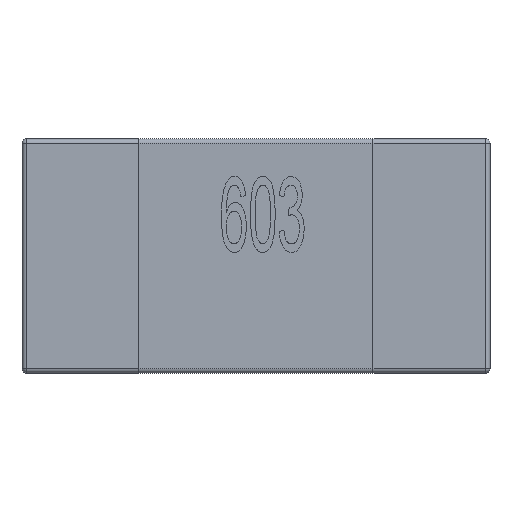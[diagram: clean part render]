
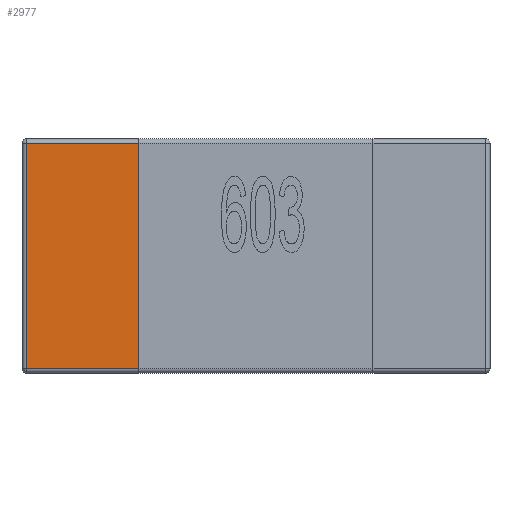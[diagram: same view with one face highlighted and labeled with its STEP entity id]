
A CAD part, top view. The second image highlights one B-rep face of the part: STEP entity #2977.
In plain terms, the highlighted planar face has unit normal (0, 0, 1).
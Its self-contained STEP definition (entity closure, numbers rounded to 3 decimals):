
#59 = PLANE('',#60);
#60 = AXIS2_PLACEMENT_3D('',#61,#62,#63);
#61 = CARTESIAN_POINT('',(-0.8,-0.4,0.3));
#62 = DIRECTION('',(0.,0.,1.));
#63 = DIRECTION('',(0.,-1.,0.));
#1647 = EDGE_CURVE('',#1648,#1650,#1652,.T.);
#1648 = VERTEX_POINT('',#1649);
#1649 = CARTESIAN_POINT('',(-0.4,-0.385,0.3));
#1650 = VERTEX_POINT('',#1651);
#1651 = CARTESIAN_POINT('',(-0.4,0.385,0.3));
#1652 = SURFACE_CURVE('',#1653,(#1657,#1664),.PCURVE_S1.);
#1653 = LINE('',#1654,#1655);
#1654 = CARTESIAN_POINT('',(-0.4,-0.4,0.3));
#1655 = VECTOR('',#1656,1.);
#1656 = DIRECTION('',(0.,1.,0.));
#1657 = PCURVE('',#59,#1658);
#1658 = DEFINITIONAL_REPRESENTATION('',(#1659),#1663);
#1659 = LINE('',#1660,#1661);
#1660 = CARTESIAN_POINT('',(0.,0.4));
#1661 = VECTOR('',#1662,1.);
#1662 = DIRECTION('',(-1.,0.));
#1663 = ( GEOMETRIC_REPRESENTATION_CONTEXT(2) 
PARAMETRIC_REPRESENTATION_CONTEXT() REPRESENTATION_CONTEXT('2D SPACE',''
  ) );
#1664 = PCURVE('',#1665,#1670);
#1665 = PLANE('',#1666);
#1666 = AXIS2_PLACEMENT_3D('',#1667,#1668,#1669);
#1667 = CARTESIAN_POINT('',(-0.8,-0.4,0.3));
#1668 = DIRECTION('',(0.,0.,1.));
#1669 = DIRECTION('',(0.,-1.,0.));
#1670 = DEFINITIONAL_REPRESENTATION('',(#1671),#1675);
#1671 = LINE('',#1672,#1673);
#1672 = CARTESIAN_POINT('',(0.,0.4));
#1673 = VECTOR('',#1674,1.);
#1674 = DIRECTION('',(-1.,0.));
#1675 = ( GEOMETRIC_REPRESENTATION_CONTEXT(2) 
PARAMETRIC_REPRESENTATION_CONTEXT() REPRESENTATION_CONTEXT('2D SPACE',''
  ) );
#2665 = CYLINDRICAL_SURFACE('',#2666,0.015);
#2666 = AXIS2_PLACEMENT_3D('',#2667,#2668,#2669);
#2667 = CARTESIAN_POINT('',(-0.8,-0.385,0.285));
#2668 = DIRECTION('',(-1.,0.,0.));
#2669 = DIRECTION('',(0.,-1.,0.));
#2977 = ADVANCED_FACE('',(#2978),#1665,.T.);
#2978 = FACE_BOUND('',#2979,.T.);
#2979 = EDGE_LOOP('',(#2980,#3025,#3026,#3076));
#2980 = ORIENTED_EDGE('',*,*,#2981,.T.);
#2981 = EDGE_CURVE('',#2982,#1648,#2984,.T.);
#2982 = VERTEX_POINT('',#2983);
#2983 = CARTESIAN_POINT('',(-0.785,-0.385,0.3));
#2984 = SURFACE_CURVE('',#2985,(#2989,#2996),.PCURVE_S1.);
#2985 = LINE('',#2986,#2987);
#2986 = CARTESIAN_POINT('',(0.8,-0.385,0.3));
#2987 = VECTOR('',#2988,1.);
#2988 = DIRECTION('',(1.,0.,0.));
#2989 = PCURVE('',#1665,#2990);
#2990 = DEFINITIONAL_REPRESENTATION('',(#2991),#2995);
#2991 = LINE('',#2992,#2993);
#2992 = CARTESIAN_POINT('',(-0.015,1.6));
#2993 = VECTOR('',#2994,1.);
#2994 = DIRECTION('',(0.,1.));
#2995 = ( GEOMETRIC_REPRESENTATION_CONTEXT(2) 
PARAMETRIC_REPRESENTATION_CONTEXT() REPRESENTATION_CONTEXT('2D SPACE',''
  ) );
#2996 = PCURVE('',#2665,#2997);
#2997 = DEFINITIONAL_REPRESENTATION('',(#2998),#3024);
#2998 = B_SPLINE_CURVE_WITH_KNOTS('',3,(#2999,#3000,#3001,#3002,#3003,
    #3004,#3005,#3006,#3007,#3008,#3009,#3010,#3011,#3012,#3013,#3014,
    #3015,#3016,#3017,#3018,#3019,#3020,#3021,#3022,#3023),
  .UNSPECIFIED.,.F.,.F.,(4,1,1,1,1,1,1,1,1,1,1,1,1,1,1,1,1,1,1,1,1,1,4),
  (-1.585,-1.568,-1.55,-1.533,-1.515,-1.498,-1.48,-1.463,-1.445,
    -1.428,-1.41,-1.393,-1.375,-1.358,-1.34,-1.323,-1.305,-1.288,
    -1.27,-1.253,-1.235,-1.218,-1.2),.QUASI_UNIFORM_KNOTS.);
#2999 = CARTESIAN_POINT('',(1.571,-0.015));
#3000 = CARTESIAN_POINT('',(1.571,-0.021));
#3001 = CARTESIAN_POINT('',(1.571,-0.033));
#3002 = CARTESIAN_POINT('',(1.571,-0.05));
#3003 = CARTESIAN_POINT('',(1.571,-0.068));
#3004 = CARTESIAN_POINT('',(1.571,-0.085));
#3005 = CARTESIAN_POINT('',(1.571,-0.103));
#3006 = CARTESIAN_POINT('',(1.571,-0.12));
#3007 = CARTESIAN_POINT('',(1.571,-0.138));
#3008 = CARTESIAN_POINT('',(1.571,-0.155));
#3009 = CARTESIAN_POINT('',(1.571,-0.173));
#3010 = CARTESIAN_POINT('',(1.571,-0.19));
#3011 = CARTESIAN_POINT('',(1.571,-0.208));
#3012 = CARTESIAN_POINT('',(1.571,-0.225));
#3013 = CARTESIAN_POINT('',(1.571,-0.243));
#3014 = CARTESIAN_POINT('',(1.571,-0.26));
#3015 = CARTESIAN_POINT('',(1.571,-0.278));
#3016 = CARTESIAN_POINT('',(1.571,-0.295));
#3017 = CARTESIAN_POINT('',(1.571,-0.313));
#3018 = CARTESIAN_POINT('',(1.571,-0.33));
#3019 = CARTESIAN_POINT('',(1.571,-0.348));
#3020 = CARTESIAN_POINT('',(1.571,-0.365));
#3021 = CARTESIAN_POINT('',(1.571,-0.383));
#3022 = CARTESIAN_POINT('',(1.571,-0.394));
#3023 = CARTESIAN_POINT('',(1.571,-0.4));
#3024 = ( GEOMETRIC_REPRESENTATION_CONTEXT(2) 
PARAMETRIC_REPRESENTATION_CONTEXT() REPRESENTATION_CONTEXT('2D SPACE',''
  ) );
#3025 = ORIENTED_EDGE('',*,*,#1647,.T.);
#3026 = ORIENTED_EDGE('',*,*,#3027,.T.);
#3027 = EDGE_CURVE('',#1650,#3028,#3030,.T.);
#3028 = VERTEX_POINT('',#3029);
#3029 = CARTESIAN_POINT('',(-0.785,0.385,0.3));
#3030 = SURFACE_CURVE('',#3031,(#3035,#3042),.PCURVE_S1.);
#3031 = LINE('',#3032,#3033);
#3032 = CARTESIAN_POINT('',(-0.8,0.385,0.3));
#3033 = VECTOR('',#3034,1.);
#3034 = DIRECTION('',(-1.,0.,0.));
#3035 = PCURVE('',#1665,#3036);
#3036 = DEFINITIONAL_REPRESENTATION('',(#3037),#3041);
#3037 = LINE('',#3038,#3039);
#3038 = CARTESIAN_POINT('',(-0.785,0.));
#3039 = VECTOR('',#3040,1.);
#3040 = DIRECTION('',(0.,-1.));
#3041 = ( GEOMETRIC_REPRESENTATION_CONTEXT(2) 
PARAMETRIC_REPRESENTATION_CONTEXT() REPRESENTATION_CONTEXT('2D SPACE',''
  ) );
#3042 = PCURVE('',#3043,#3048);
#3043 = CYLINDRICAL_SURFACE('',#3044,0.015);
#3044 = AXIS2_PLACEMENT_3D('',#3045,#3046,#3047);
#3045 = CARTESIAN_POINT('',(-0.8,0.385,0.285));
#3046 = DIRECTION('',(1.,0.,0.));
#3047 = DIRECTION('',(0.,1.,0.));
#3048 = DEFINITIONAL_REPRESENTATION('',(#3049),#3075);
#3049 = B_SPLINE_CURVE_WITH_KNOTS('',3,(#3050,#3051,#3052,#3053,#3054,
    #3055,#3056,#3057,#3058,#3059,#3060,#3061,#3062,#3063,#3064,#3065,
    #3066,#3067,#3068,#3069,#3070,#3071,#3072,#3073,#3074),
  .UNSPECIFIED.,.F.,.F.,(4,1,1,1,1,1,1,1,1,1,1,1,1,1,1,1,1,1,1,1,1,1,4),
  (-0.4,-0.383,-0.365,-0.348,-0.33,-0.313,-0.295,-0.278,-0.26,
    -0.243,-0.225,-0.208,-0.19,-0.173,-0.155,-0.138,-0.12,-0.103,
    -0.085,-0.068,-0.05,-0.033,-0.015),
  .QUASI_UNIFORM_KNOTS.);
#3050 = CARTESIAN_POINT('',(1.571,0.4));
#3051 = CARTESIAN_POINT('',(1.571,0.394));
#3052 = CARTESIAN_POINT('',(1.571,0.383));
#3053 = CARTESIAN_POINT('',(1.571,0.365));
#3054 = CARTESIAN_POINT('',(1.571,0.348));
#3055 = CARTESIAN_POINT('',(1.571,0.33));
#3056 = CARTESIAN_POINT('',(1.571,0.313));
#3057 = CARTESIAN_POINT('',(1.571,0.295));
#3058 = CARTESIAN_POINT('',(1.571,0.278));
#3059 = CARTESIAN_POINT('',(1.571,0.26));
#3060 = CARTESIAN_POINT('',(1.571,0.243));
#3061 = CARTESIAN_POINT('',(1.571,0.225));
#3062 = CARTESIAN_POINT('',(1.571,0.208));
#3063 = CARTESIAN_POINT('',(1.571,0.19));
#3064 = CARTESIAN_POINT('',(1.571,0.173));
#3065 = CARTESIAN_POINT('',(1.571,0.155));
#3066 = CARTESIAN_POINT('',(1.571,0.138));
#3067 = CARTESIAN_POINT('',(1.571,0.12));
#3068 = CARTESIAN_POINT('',(1.571,0.103));
#3069 = CARTESIAN_POINT('',(1.571,0.085));
#3070 = CARTESIAN_POINT('',(1.571,0.068));
#3071 = CARTESIAN_POINT('',(1.571,0.05));
#3072 = CARTESIAN_POINT('',(1.571,0.033));
#3073 = CARTESIAN_POINT('',(1.571,0.021));
#3074 = CARTESIAN_POINT('',(1.571,0.015));
#3075 = ( GEOMETRIC_REPRESENTATION_CONTEXT(2) 
PARAMETRIC_REPRESENTATION_CONTEXT() REPRESENTATION_CONTEXT('2D SPACE',''
  ) );
#3076 = ORIENTED_EDGE('',*,*,#3077,.T.);
#3077 = EDGE_CURVE('',#3028,#2982,#3078,.T.);
#3078 = SURFACE_CURVE('',#3079,(#3083,#3090),.PCURVE_S1.);
#3079 = LINE('',#3080,#3081);
#3080 = CARTESIAN_POINT('',(-0.785,-0.4,0.3));
#3081 = VECTOR('',#3082,1.);
#3082 = DIRECTION('',(0.,-1.,0.));
#3083 = PCURVE('',#1665,#3084);
#3084 = DEFINITIONAL_REPRESENTATION('',(#3085),#3089);
#3085 = LINE('',#3086,#3087);
#3086 = CARTESIAN_POINT('',(0.,0.015));
#3087 = VECTOR('',#3088,1.);
#3088 = DIRECTION('',(1.,0.));
#3089 = ( GEOMETRIC_REPRESENTATION_CONTEXT(2) 
PARAMETRIC_REPRESENTATION_CONTEXT() REPRESENTATION_CONTEXT('2D SPACE',''
  ) );
#3090 = PCURVE('',#3091,#3096);
#3091 = CYLINDRICAL_SURFACE('',#3092,0.015);
#3092 = AXIS2_PLACEMENT_3D('',#3093,#3094,#3095);
#3093 = CARTESIAN_POINT('',(-0.785,-0.4,0.285));
#3094 = DIRECTION('',(0.,1.,0.));
#3095 = DIRECTION('',(-1.,0.,0.));
#3096 = DEFINITIONAL_REPRESENTATION('',(#3097),#3123);
#3097 = B_SPLINE_CURVE_WITH_KNOTS('',3,(#3098,#3099,#3100,#3101,#3102,
    #3103,#3104,#3105,#3106,#3107,#3108,#3109,#3110,#3111,#3112,#3113,
    #3114,#3115,#3116,#3117,#3118,#3119,#3120,#3121,#3122),
  .UNSPECIFIED.,.F.,.F.,(4,1,1,1,1,1,1,1,1,1,1,1,1,1,1,1,1,1,1,1,1,1,4),
  (-0.785,-0.75,-0.715,-0.68,-0.645,-0.61,-0.575,-0.54,-0.505,-0.47,
    -0.435,-0.4,-0.365,-0.33,-0.295,-0.26,-0.225,-0.19,-0.155,-0.12,
    -0.085,-0.05,-0.015),.QUASI_UNIFORM_KNOTS.);
#3098 = CARTESIAN_POINT('',(1.571,0.785));
#3099 = CARTESIAN_POINT('',(1.571,0.773));
#3100 = CARTESIAN_POINT('',(1.571,0.75));
#3101 = CARTESIAN_POINT('',(1.571,0.715));
#3102 = CARTESIAN_POINT('',(1.571,0.68));
#3103 = CARTESIAN_POINT('',(1.571,0.645));
#3104 = CARTESIAN_POINT('',(1.571,0.61));
#3105 = CARTESIAN_POINT('',(1.571,0.575));
#3106 = CARTESIAN_POINT('',(1.571,0.54));
#3107 = CARTESIAN_POINT('',(1.571,0.505));
#3108 = CARTESIAN_POINT('',(1.571,0.47));
#3109 = CARTESIAN_POINT('',(1.571,0.435));
#3110 = CARTESIAN_POINT('',(1.571,0.4));
#3111 = CARTESIAN_POINT('',(1.571,0.365));
#3112 = CARTESIAN_POINT('',(1.571,0.33));
#3113 = CARTESIAN_POINT('',(1.571,0.295));
#3114 = CARTESIAN_POINT('',(1.571,0.26));
#3115 = CARTESIAN_POINT('',(1.571,0.225));
#3116 = CARTESIAN_POINT('',(1.571,0.19));
#3117 = CARTESIAN_POINT('',(1.571,0.155));
#3118 = CARTESIAN_POINT('',(1.571,0.12));
#3119 = CARTESIAN_POINT('',(1.571,0.085));
#3120 = CARTESIAN_POINT('',(1.571,0.05));
#3121 = CARTESIAN_POINT('',(1.571,0.027));
#3122 = CARTESIAN_POINT('',(1.571,0.015));
#3123 = ( GEOMETRIC_REPRESENTATION_CONTEXT(2) 
PARAMETRIC_REPRESENTATION_CONTEXT() REPRESENTATION_CONTEXT('2D SPACE',''
  ) );
